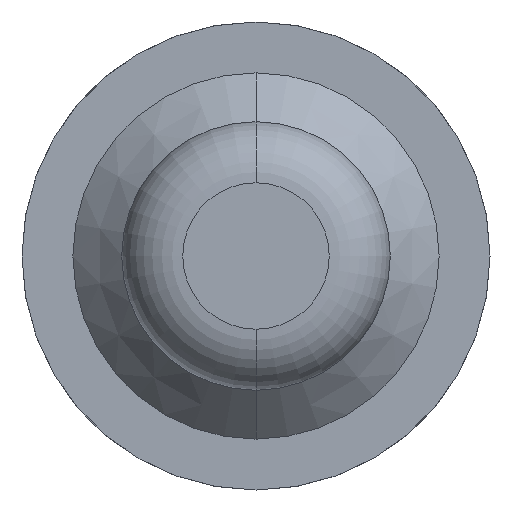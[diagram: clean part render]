
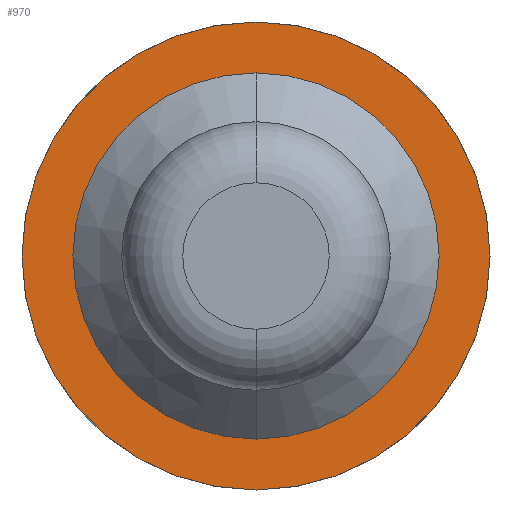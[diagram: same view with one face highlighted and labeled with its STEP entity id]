
A CAD part, front view. The second image highlights one B-rep face of the part: STEP entity #970.
In plain terms, the highlighted planar face has unit normal (0, -1, 0).
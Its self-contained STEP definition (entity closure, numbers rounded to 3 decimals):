
#27 = DIRECTION ( 'NONE',  ( 0., 0., -1. ) ) ;
#106 = DIRECTION ( 'NONE',  ( 0., -1., 0. ) ) ;
#421 = CARTESIAN_POINT ( 'NONE',  ( 0., -1.7, 0. ) ) ;
#598 = CARTESIAN_POINT ( 'NONE',  ( 0.35, -1.7, 0. ) ) ;
#659 = CIRCLE ( 'NONE', #2115, 0.575 ) ;
#672 = VERTEX_POINT ( 'NONE', #3726 ) ;
#695 = VERTEX_POINT ( 'NONE', #3711 ) ;
#699 = ORIENTED_EDGE ( 'NONE', *, *, #1212, .F. ) ;
#716 = DIRECTION ( 'NONE',  ( 0., 0., -1. ) ) ;
#780 = CARTESIAN_POINT ( 'NONE',  ( 0., -1.7, 0. ) ) ;
#819 = DIRECTION ( 'NONE',  ( 0., -1., 0. ) ) ;
#860 = CARTESIAN_POINT ( 'NONE',  ( 0., -1.7, 0. ) ) ;
#970 = ADVANCED_FACE ( 'Defeature ausgef�hrt2_5', ( #3821, #3492 ), #3016, .T. ) ;
#1157 = DIRECTION ( 'NONE',  ( 0., -1., 0. ) ) ;
#1212 = EDGE_CURVE ( 'Defeature ausgef�hrt2_4+Defeature ausgef�hrt2_5+Defeature ausgef�hrt2_5+Defeature ausgef�hrt2_5', #3303, #695, #1367, .T. ) ;
#1250 = EDGE_CURVE ( 'Defeature ausgef�hrt2_4+Defeature ausgef�hrt2_5+Defeature ausgef�hrt2_5+Defeature ausgef�hrt2_5', #695, #3303, #3445, .T. ) ;
#1314 = AXIS2_PLACEMENT_3D ( 'NONE', #421, #3131, #716 ) ;
#1340 = EDGE_CURVE ( 'Defeature ausgef�hrt2_5+Defeature ausgef�hrt2_6+Defeature ausgef�hrt2_6+Defeature ausgef�hrt2_6', #672, #1795, #2079, .T. ) ;
#1367 = CIRCLE ( 'NONE', #1314, 0.35 ) ;
#1603 = CARTESIAN_POINT ( 'NONE',  ( 0., -1.7, 0. ) ) ;
#1795 = VERTEX_POINT ( 'NONE', #3083 ) ;
#1808 = DIRECTION ( 'NONE',  ( 0., -1., 0. ) ) ;
#2079 = CIRCLE ( 'NONE', #3806, 0.575 ) ;
#2114 = EDGE_LOOP ( 'NONE', ( #3566, #3239 ) ) ;
#2115 = AXIS2_PLACEMENT_3D ( 'NONE', #1603, #106, #3691 ) ;
#2236 = EDGE_CURVE ( 'Defeature ausgef�hrt2_5+Defeature ausgef�hrt2_6+Defeature ausgef�hrt2_6+Defeature ausgef�hrt2_6', #1795, #672, #659, .T. ) ;
#2372 = DIRECTION ( 'NONE',  ( 0., 0., -1. ) ) ;
#2723 = CARTESIAN_POINT ( 'NONE',  ( 0., -1.7, -0.35 ) ) ;
#3016 = PLANE ( 'NONE',  #3421 ) ;
#3083 = CARTESIAN_POINT ( 'NONE',  ( 0., -1.7, 0.575 ) ) ;
#3131 = DIRECTION ( 'NONE',  ( 0., -1., 0. ) ) ;
#3239 = ORIENTED_EDGE ( 'NONE', *, *, #2236, .T. ) ;
#3303 = VERTEX_POINT ( 'NONE', #2723 ) ;
#3346 = AXIS2_PLACEMENT_3D ( 'NONE', #780, #819, #3505 ) ;
#3421 = AXIS2_PLACEMENT_3D ( 'NONE', #598, #1808, #27 ) ;
#3445 = CIRCLE ( 'NONE', #3346, 0.35 ) ;
#3492 = FACE_BOUND ( 'NONE', #3551, .T. ) ;
#3505 = DIRECTION ( 'NONE',  ( 0., 0., -1. ) ) ;
#3551 = EDGE_LOOP ( 'NONE', ( #699, #3684 ) ) ;
#3566 = ORIENTED_EDGE ( 'NONE', *, *, #1340, .T. ) ;
#3684 = ORIENTED_EDGE ( 'NONE', *, *, #1250, .F. ) ;
#3691 = DIRECTION ( 'NONE',  ( 0., 0., -1. ) ) ;
#3711 = CARTESIAN_POINT ( 'NONE',  ( 0., -1.7, 0.35 ) ) ;
#3726 = CARTESIAN_POINT ( 'NONE',  ( 0., -1.7, -0.575 ) ) ;
#3806 = AXIS2_PLACEMENT_3D ( 'NONE', #860, #1157, #2372 ) ;
#3821 = FACE_OUTER_BOUND ( 'NONE', #2114, .T. ) ;
